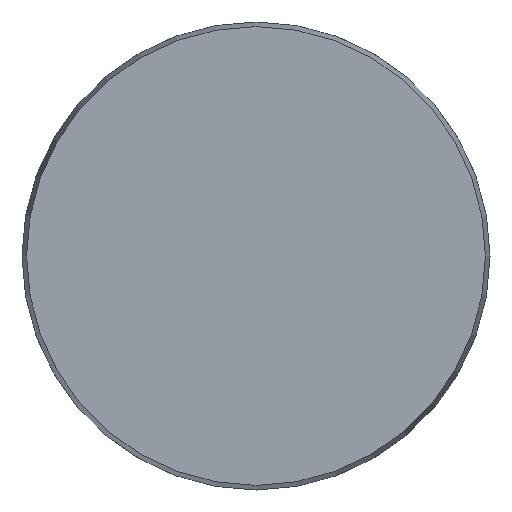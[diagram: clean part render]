
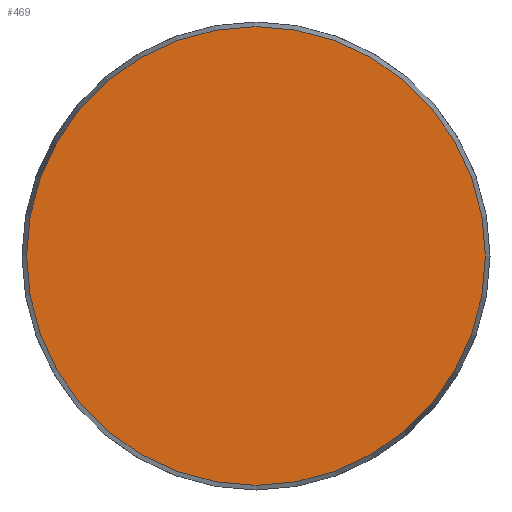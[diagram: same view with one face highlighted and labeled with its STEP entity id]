
A CAD part, front view. The second image highlights one B-rep face of the part: STEP entity #469.
In plain terms, the highlighted planar face has unit normal (0, -1, 0).
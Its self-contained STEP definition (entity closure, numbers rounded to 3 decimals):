
#40 = EDGE_CURVE ( 'NONE', #285, #285, #371, .T. ) ;
#113 = DIRECTION ( 'NONE',  ( 0., 1., 0. ) ) ;
#238 = CARTESIAN_POINT ( 'NONE',  ( 0., 0., -28.425 ) ) ;
#247 = PLANE ( 'NONE',  #515 ) ;
#285 = VERTEX_POINT ( 'NONE', #238 ) ;
#371 = CIRCLE ( 'NONE', #550, 28.425 ) ;
#409 = DIRECTION ( 'NONE',  ( 0., 0., -1. ) ) ;
#413 = CARTESIAN_POINT ( 'NONE',  ( 0., 0., 0. ) ) ;
#461 = CARTESIAN_POINT ( 'NONE',  ( -28.425, 0., 0. ) ) ;
#469 = ADVANCED_FACE ( 'NONE', ( #506 ), #247, .F. ) ;
#506 = FACE_OUTER_BOUND ( 'NONE', #527, .T. ) ;
#512 = DIRECTION ( 'NONE',  ( 0., 0., 1. ) ) ;
#515 = AXIS2_PLACEMENT_3D ( 'NONE', #461, #113, #512 ) ;
#527 = EDGE_LOOP ( 'NONE', ( #537 ) ) ;
#537 = ORIENTED_EDGE ( 'NONE', *, *, #40, .T. ) ;
#546 = DIRECTION ( 'NONE',  ( 0., -1., 0. ) ) ;
#550 = AXIS2_PLACEMENT_3D ( 'NONE', #413, #546, #409 ) ;
